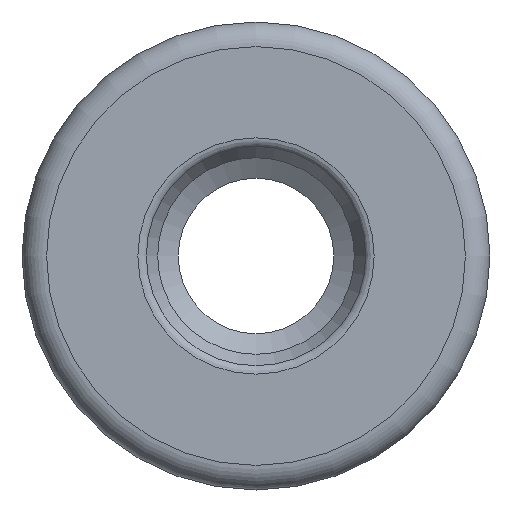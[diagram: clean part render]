
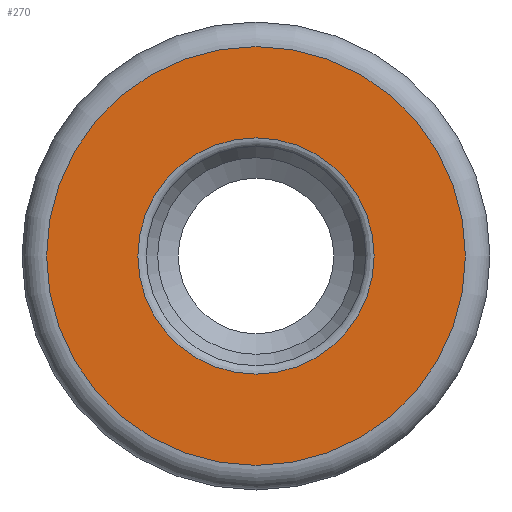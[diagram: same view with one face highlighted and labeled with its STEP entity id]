
A CAD part, left-side view. The second image highlights one B-rep face of the part: STEP entity #270.
In plain terms, the highlighted planar face has unit normal (-1, 0, 0).
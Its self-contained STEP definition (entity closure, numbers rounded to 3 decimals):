
#16=FACE_BOUND('',#53,.T.);
#18=PLANE('',#334);
#38=FACE_OUTER_BOUND('',#52,.T.);
#52=EDGE_LOOP('',(#245,#246));
#53=EDGE_LOOP('',(#247,#248));
#97=CIRCLE('',#331,2.405);
#98=CIRCLE('',#332,2.405);
#100=CIRCLE('',#335,4.263);
#101=CIRCLE('',#336,4.263);
#129=VERTEX_POINT('',#515);
#130=VERTEX_POINT('',#516);
#131=VERTEX_POINT('',#521);
#132=VERTEX_POINT('',#522);
#168=EDGE_CURVE('',#129,#130,#97,.T.);
#169=EDGE_CURVE('',#130,#129,#98,.T.);
#171=EDGE_CURVE('',#131,#132,#100,.T.);
#172=EDGE_CURVE('',#132,#131,#101,.T.);
#245=ORIENTED_EDGE('',*,*,#171,.F.);
#246=ORIENTED_EDGE('',*,*,#172,.F.);
#247=ORIENTED_EDGE('',*,*,#168,.T.);
#248=ORIENTED_EDGE('',*,*,#169,.T.);
#270=ADVANCED_FACE('',(#38,#16),#18,.T.);
#331=AXIS2_PLACEMENT_3D('',#517,#426,#427);
#332=AXIS2_PLACEMENT_3D('',#518,#428,#429);
#334=AXIS2_PLACEMENT_3D('',#520,#432,#433);
#335=AXIS2_PLACEMENT_3D('',#523,#434,#435);
#336=AXIS2_PLACEMENT_3D('',#524,#436,#437);
#426=DIRECTION('center_axis',(1.,0.,0.));
#427=DIRECTION('ref_axis',(0.,0.,-1.));
#428=DIRECTION('center_axis',(1.,0.,0.));
#429=DIRECTION('ref_axis',(0.,0.,-1.));
#432=DIRECTION('center_axis',(-1.,0.,0.));
#433=DIRECTION('ref_axis',(0.,0.,1.));
#434=DIRECTION('center_axis',(1.,0.,0.));
#435=DIRECTION('ref_axis',(0.,0.,-1.));
#436=DIRECTION('center_axis',(1.,0.,0.));
#437=DIRECTION('ref_axis',(0.,0.,-1.));
#515=CARTESIAN_POINT('',(0.,2.404,0.));
#516=CARTESIAN_POINT('',(0.,-0.001,2.405));
#517=CARTESIAN_POINT('Origin',(0.,-0.001,
0.));
#518=CARTESIAN_POINT('Origin',(0.,-0.001,
0.));
#520=CARTESIAN_POINT('Origin',(0.,4.262,0.));
#521=CARTESIAN_POINT('',(0.,4.262,0.));
#522=CARTESIAN_POINT('',(0.,-0.001,4.263));
#523=CARTESIAN_POINT('Origin',(0.,-0.001,
0.));
#524=CARTESIAN_POINT('Origin',(0.,-0.001,
0.));
